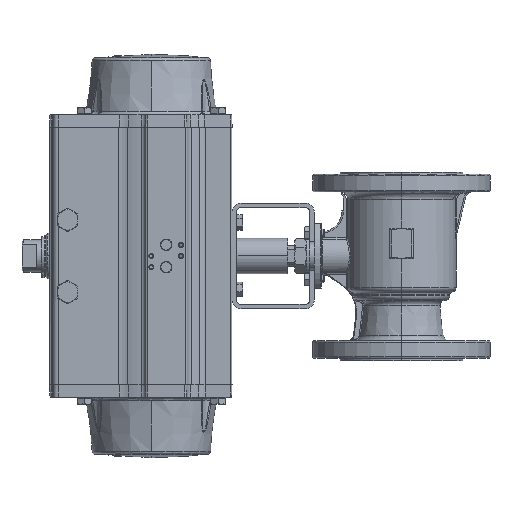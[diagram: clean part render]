
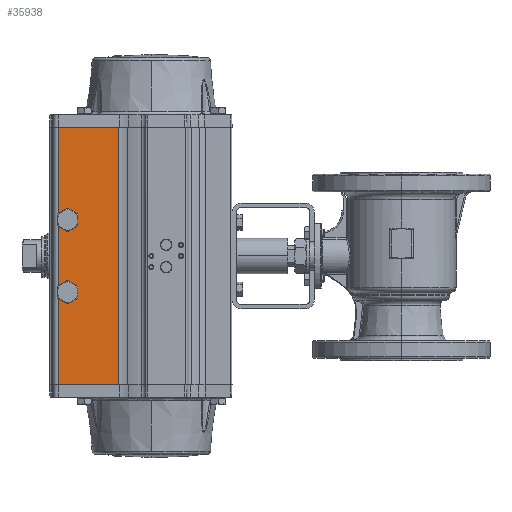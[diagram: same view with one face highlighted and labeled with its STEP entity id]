
A CAD part, left-side view. The second image highlights one B-rep face of the part: STEP entity #35938.
In plain terms, the highlighted planar face has unit normal (-1, 0, 0).
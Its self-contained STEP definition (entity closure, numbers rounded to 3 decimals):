
#860 = VERTEX_POINT ( 'NONE', #10764 ) ;
#1421 = EDGE_CURVE ( 'NONE', #56545, #8473, #36350, .T. ) ;
#1746 = EDGE_CURVE ( 'NONE', #41085, #62734, #46324, .T. ) ;
#2105 = EDGE_CURVE ( 'NONE', #860, #48221, #62830, .T. ) ;
#2581 = LINE ( 'NONE', #49450, #57555 ) ;
#2620 = ORIENTED_EDGE ( 'NONE', *, *, #34239, .T. ) ;
#5324 = CARTESIAN_POINT ( 'NONE',  ( -2.776, 14.582, -1.383 ) ) ;
#5414 = CARTESIAN_POINT ( 'NONE',  ( -2.776, 14.582, 1.383 ) ) ;
#6290 = VECTOR ( 'NONE', #46699, 39.37 ) ;
#6601 = CARTESIAN_POINT ( 'NONE',  ( -2.776, 12.013, 5.472 ) ) ;
#7352 = VERTEX_POINT ( 'NONE', #30256 ) ;
#7494 = ORIENTED_EDGE ( 'NONE', *, *, #16966, .F. ) ;
#7909 = VECTOR ( 'NONE', #27362, 39.37 ) ;
#8258 = EDGE_CURVE ( 'NONE', #41085, #7352, #20353, .T. ) ;
#8473 = VERTEX_POINT ( 'NONE', #5414 ) ;
#10764 = CARTESIAN_POINT ( 'NONE',  ( -2.776, 14.582, 1.687 ) ) ;
#11184 = AXIS2_PLACEMENT_3D ( 'NONE', #66391, #13323, #50676 ) ;
#13323 = DIRECTION ( 'NONE',  ( -1., 0., 0. ) ) ;
#13772 = CARTESIAN_POINT ( 'NONE',  ( -2.776, 10.86, -5.472 ) ) ;
#15142 = VECTOR ( 'NONE', #48587, 39.37 ) ;
#16751 = DIRECTION ( 'NONE',  ( 0., 0., 1. ) ) ;
#16966 = EDGE_CURVE ( 'NONE', #7352, #55113, #2581, .T. ) ;
#17563 = CARTESIAN_POINT ( 'NONE',  ( -2.776, 14.582, 5.472 ) ) ;
#17968 = CARTESIAN_POINT ( 'NONE',  ( -2.776, 12.013, -5.472 ) ) ;
#19546 = DIRECTION ( 'NONE',  ( 1., 0., 0. ) ) ;
#19619 = DIRECTION ( 'NONE',  ( 0., 1., 0. ) ) ;
#20353 = LINE ( 'NONE', #13772, #47102 ) ;
#21198 = CARTESIAN_POINT ( 'NONE',  ( -2.776, 14.176, 1.535 ) ) ;
#23628 = ORIENTED_EDGE ( 'NONE', *, *, #8258, .F. ) ;
#24895 = CARTESIAN_POINT ( 'NONE',  ( -2.776, 14.582, 5.472 ) ) ;
#24918 = CIRCLE ( 'NONE', #44284, 0.433 ) ;
#26488 = ORIENTED_EDGE ( 'NONE', *, *, #37188, .T. ) ;
#26531 = DIRECTION ( 'NONE',  ( 0., 0., 1. ) ) ;
#27362 = DIRECTION ( 'NONE',  ( 0., 0., 1. ) ) ;
#30256 = CARTESIAN_POINT ( 'NONE',  ( -2.776, 14.582, -5.472 ) ) ;
#30357 = CARTESIAN_POINT ( 'NONE',  ( -2.776, 14.582, -5.472 ) ) ;
#32103 = VECTOR ( 'NONE', #38450, 39.37 ) ;
#34239 = EDGE_CURVE ( 'NONE', #860, #8473, #53758, .T. ) ;
#35938 = ADVANCED_FACE ( 'NONE', ( #36161 ), #60841, .T. ) ;
#36161 = FACE_OUTER_BOUND ( 'NONE', #62437, .T. ) ;
#36339 = ORIENTED_EDGE ( 'NONE', *, *, #1746, .T. ) ;
#36350 = LINE ( 'NONE', #30357, #6290 ) ;
#37188 = EDGE_CURVE ( 'NONE', #62734, #48221, #41904, .T. ) ;
#38450 = DIRECTION ( 'NONE',  ( 0., 0., 1. ) ) ;
#40964 = CARTESIAN_POINT ( 'NONE',  ( -2.776, 12.013, -5.472 ) ) ;
#41085 = VERTEX_POINT ( 'NONE', #17968 ) ;
#41904 = LINE ( 'NONE', #43254, #15142 ) ;
#43254 = CARTESIAN_POINT ( 'NONE',  ( -2.776, 10.867, 5.472 ) ) ;
#44248 = CARTESIAN_POINT ( 'NONE',  ( -2.776, 14.582, -1.687 ) ) ;
#44284 = AXIS2_PLACEMENT_3D ( 'NONE', #51514, #19546, #56810 ) ;
#46324 = LINE ( 'NONE', #40964, #32103 ) ;
#46699 = DIRECTION ( 'NONE',  ( 0., 0., 1. ) ) ;
#47102 = VECTOR ( 'NONE', #19619, 39.37 ) ;
#48201 = EDGE_CURVE ( 'NONE', #56545, #55113, #24918, .T. ) ;
#48221 = VERTEX_POINT ( 'NONE', #24895 ) ;
#48587 = DIRECTION ( 'NONE',  ( 0., 1., 0. ) ) ;
#49450 = CARTESIAN_POINT ( 'NONE',  ( -2.776, 14.582, -5.472 ) ) ;
#50676 = DIRECTION ( 'NONE',  ( 0., 0., 1. ) ) ;
#51514 = CARTESIAN_POINT ( 'NONE',  ( -2.776, 14.176, -1.535 ) ) ;
#52237 = ORIENTED_EDGE ( 'NONE', *, *, #1421, .F. ) ;
#53583 = ORIENTED_EDGE ( 'NONE', *, *, #2105, .F. ) ;
#53758 = CIRCLE ( 'NONE', #65517, 0.433 ) ;
#55113 = VERTEX_POINT ( 'NONE', #44248 ) ;
#56545 = VERTEX_POINT ( 'NONE', #5324 ) ;
#56810 = DIRECTION ( 'NONE',  ( 0., 0., 1. ) ) ;
#57555 = VECTOR ( 'NONE', #16751, 39.37 ) ;
#58439 = DIRECTION ( 'NONE',  ( 1., 0., 0. ) ) ;
#60841 = PLANE ( 'NONE',  #11184 ) ;
#62437 = EDGE_LOOP ( 'NONE', ( #7494, #23628, #36339, #26488, #53583, #2620, #52237, #64687 ) ) ;
#62734 = VERTEX_POINT ( 'NONE', #6601 ) ;
#62830 = LINE ( 'NONE', #17563, #7909 ) ;
#64687 = ORIENTED_EDGE ( 'NONE', *, *, #48201, .T. ) ;
#65517 = AXIS2_PLACEMENT_3D ( 'NONE', #21198, #58439, #26531 ) ;
#66391 = CARTESIAN_POINT ( 'NONE',  ( -2.776, 12.013, -5.472 ) ) ;
